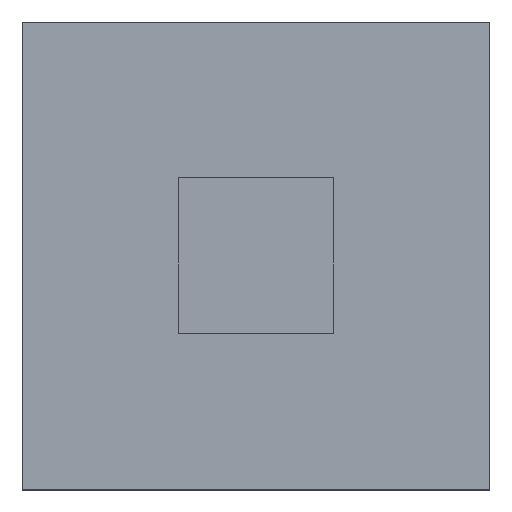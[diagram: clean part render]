
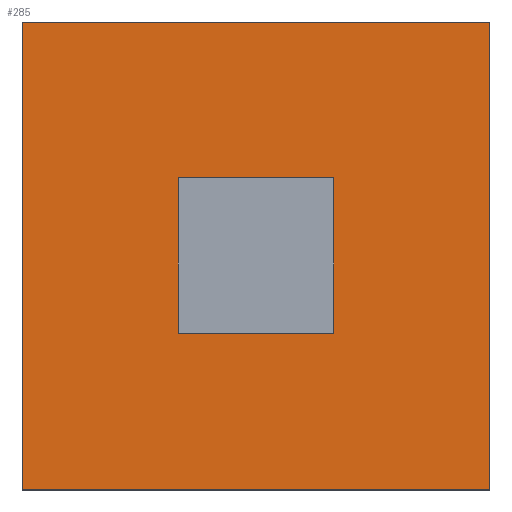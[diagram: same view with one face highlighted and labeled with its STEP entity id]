
A CAD part, top view. The second image highlights one B-rep face of the part: STEP entity #285.
In plain terms, the highlighted planar face has unit normal (0, 0, 1).
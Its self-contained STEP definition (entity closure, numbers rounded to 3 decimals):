
#15=FACE_BOUND('',#48,.T.);
#31=FACE_OUTER_BOUND('',#47,.T.);
#47=EDGE_LOOP('',(#239,#240,#241,#242));
#48=EDGE_LOOP('',(#243,#244,#245,#246));
#63=LINE('',#416,#99);
#67=LINE('',#424,#103);
#70=LINE('',#430,#106);
#73=LINE('',#435,#109);
#77=LINE('',#445,#113);
#80=LINE('',#451,#116);
#83=LINE('',#457,#119);
#86=LINE('',#461,#122);
#99=VECTOR('',#343,10.);
#103=VECTOR('',#349,10.);
#106=VECTOR('',#354,10.);
#109=VECTOR('',#359,10.);
#113=VECTOR('',#367,10.);
#116=VECTOR('',#372,10.);
#119=VECTOR('',#377,10.);
#122=VECTOR('',#382,10.);
#131=VERTEX_POINT('',#414);
#132=VERTEX_POINT('',#415);
#135=VERTEX_POINT('',#423);
#137=VERTEX_POINT('',#429);
#141=VERTEX_POINT('',#442);
#142=VERTEX_POINT('',#444);
#144=VERTEX_POINT('',#450);
#146=VERTEX_POINT('',#456);
#159=EDGE_CURVE('',#131,#132,#63,.T.);
#163=EDGE_CURVE('',#135,#131,#67,.T.);
#166=EDGE_CURVE('',#132,#137,#70,.T.);
#169=EDGE_CURVE('',#137,#135,#73,.T.);
#173=EDGE_CURVE('',#142,#141,#77,.T.);
#176=EDGE_CURVE('',#144,#142,#80,.T.);
#179=EDGE_CURVE('',#146,#144,#83,.T.);
#182=EDGE_CURVE('',#141,#146,#86,.T.);
#239=ORIENTED_EDGE('',*,*,#182,.T.);
#240=ORIENTED_EDGE('',*,*,#179,.T.);
#241=ORIENTED_EDGE('',*,*,#176,.T.);
#242=ORIENTED_EDGE('',*,*,#173,.T.);
#243=ORIENTED_EDGE('',*,*,#163,.T.);
#244=ORIENTED_EDGE('',*,*,#159,.T.);
#245=ORIENTED_EDGE('',*,*,#166,.T.);
#246=ORIENTED_EDGE('',*,*,#169,.T.);
#269=PLANE('',#315);
#285=ADVANCED_FACE('',(#31,#15),#269,.T.);
#315=AXIS2_PLACEMENT_3D('',#462,#383,#384);
#343=DIRECTION('',(0.,1.,0.));
#349=DIRECTION('',(-1.,0.,0.));
#354=DIRECTION('',(1.,0.,0.));
#359=DIRECTION('',(0.,-1.,0.));
#367=DIRECTION('',(-1.,0.,0.));
#372=DIRECTION('',(0.,1.,0.));
#377=DIRECTION('',(1.,0.,0.));
#382=DIRECTION('',(0.,-1.,0.));
#383=DIRECTION('center_axis',(0.,0.,1.));
#384=DIRECTION('ref_axis',(1.,0.,0.));
#414=CARTESIAN_POINT('',(5.,5.,10.));
#415=CARTESIAN_POINT('',(5.,10.,10.));
#416=CARTESIAN_POINT('',(5.,5.,10.));
#423=CARTESIAN_POINT('',(10.,5.,10.));
#424=CARTESIAN_POINT('',(10.,5.,10.));
#429=CARTESIAN_POINT('',(10.,10.,10.));
#430=CARTESIAN_POINT('',(5.,10.,10.));
#435=CARTESIAN_POINT('',(10.,10.,10.));
#442=CARTESIAN_POINT('',(0.,15.,10.));
#444=CARTESIAN_POINT('',(15.,15.,10.));
#445=CARTESIAN_POINT('',(15.,15.,10.));
#450=CARTESIAN_POINT('',(15.,0.,10.));
#451=CARTESIAN_POINT('',(15.,0.,10.));
#456=CARTESIAN_POINT('',(0.,0.,10.));
#457=CARTESIAN_POINT('',(0.,0.,10.));
#461=CARTESIAN_POINT('',(0.,15.,10.));
#462=CARTESIAN_POINT('Origin',(7.5,7.5,10.));
